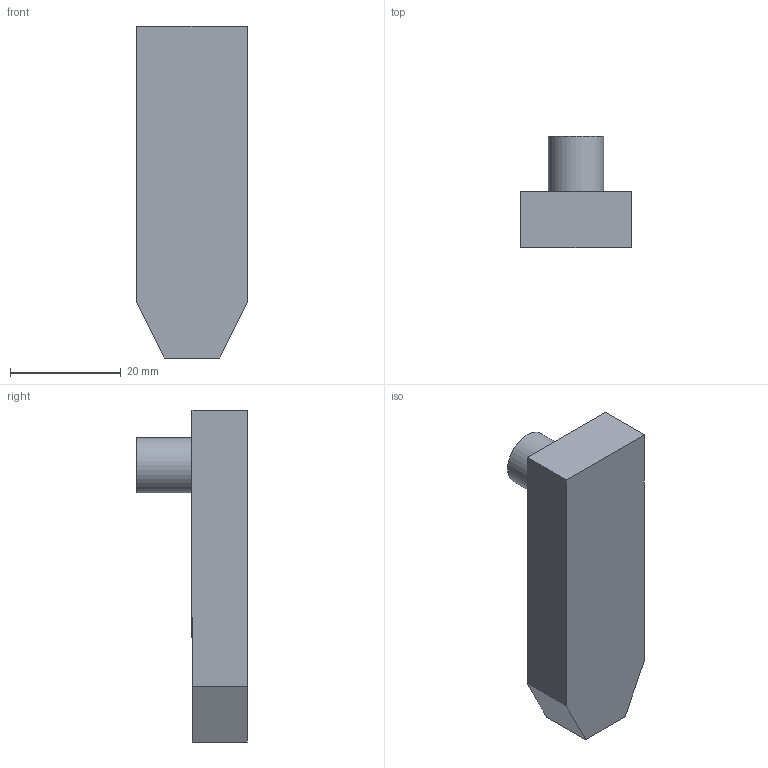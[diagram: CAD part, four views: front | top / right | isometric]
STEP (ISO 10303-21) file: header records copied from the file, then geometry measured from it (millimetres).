
FILE_DESCRIPTION(/* description */ (''),/* implementation_level */ '2;1');
FILE_NAME(/* name */ 'Leg_Plate V2 v1.step',/* time_stamp */ '2021-01-21T12:21:29-08:00',/* author */ (''),/* organization */ (''),/* preprocessor_version */ 'ST-DEVELOPER v18.1',/* originating_system */ 'Autodesk Translation Framework v9.7.1.1290',/* authorisation */ '');
FILE_SCHEMA (('AUTOMOTIVE_DESIGN { 1 0 10303 214 3 1 1 }'));
Length unit declared in the file: millimetre
Products named in the file (2): Leg_Plate V2; Component1
Assembly tree (1 placements, depth 2):
  Leg_Plate V2
    Component1
Bounding box: 20 x 20 x 60 mm (x, y, z)
Volume: 12285.4 mm3; surface area: 4137.8 mm2
Topology: 1 solids, 1 shells, 10 faces, 21 edges, 14 vertices
Faces by surface type: plane 9, cylinder 1
Full cylindrical faces by diameter (mm): 10 x1
Entity records: 327 total; most frequent: DIRECTION 49, CARTESIAN_POINT 48, ORIENTED_EDGE 42, EDGE_CURVE 21, LINE 19, VECTOR 19, AXIS2_PLACEMENT_3D 15, VERTEX_POINT 14
